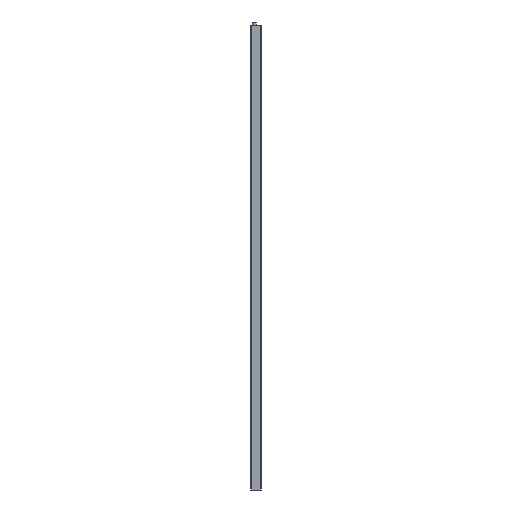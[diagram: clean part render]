
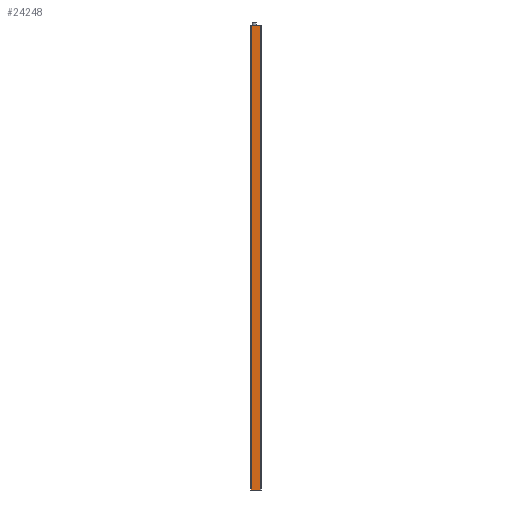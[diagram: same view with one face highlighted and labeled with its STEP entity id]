
A CAD part, left-side view. The second image highlights one B-rep face of the part: STEP entity #24248.
In plain terms, the highlighted planar face has unit normal (-1, 0, 0).
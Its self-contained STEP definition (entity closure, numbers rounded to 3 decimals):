
#916 = PLANE ( 'NONE',  #12840 ) ;
#2562 = CARTESIAN_POINT ( 'NONE',  ( -9.263, 8.773, 958. ) ) ;
#3041 = VECTOR ( 'NONE', #20143, 1000. ) ;
#3283 = VERTEX_POINT ( 'NONE', #2562 ) ;
#3694 = VECTOR ( 'NONE', #22461, 1000. ) ;
#3777 = DIRECTION ( 'NONE',  ( 0., -1., 0. ) ) ;
#5144 = EDGE_CURVE ( 'NONE', #21765, #6898, #33121, .T. ) ;
#5637 = ORIENTED_EDGE ( 'NONE', *, *, #5144, .F. ) ;
#6443 = DIRECTION ( 'NONE',  ( 1., 0., 0. ) ) ;
#6898 = VERTEX_POINT ( 'NONE', #9087 ) ;
#7031 = CARTESIAN_POINT ( 'NONE',  ( -9.263, 8.773, 0. ) ) ;
#7936 = CARTESIAN_POINT ( 'NONE',  ( -9.263, -9.927, 958. ) ) ;
#8244 = EDGE_CURVE ( 'NONE', #3283, #27095, #27129, .T. ) ;
#9087 = CARTESIAN_POINT ( 'NONE',  ( -9.263, -9.927, 0. ) ) ;
#9480 = LINE ( 'NONE', #35032, #32894 ) ;
#10216 = ORIENTED_EDGE ( 'NONE', *, *, #11582, .T. ) ;
#11582 = EDGE_CURVE ( 'NONE', #27095, #6898, #19959, .T. ) ;
#12419 = CARTESIAN_POINT ( 'NONE',  ( -9.263, 8.773, 958. ) ) ;
#12840 = AXIS2_PLACEMENT_3D ( 'NONE', #17662, #6443, #31460 ) ;
#16549 = CARTESIAN_POINT ( 'NONE',  ( -9.263, 8.773, 0. ) ) ;
#16555 = EDGE_CURVE ( 'NONE', #3283, #21765, #9480, .T. ) ;
#17662 = CARTESIAN_POINT ( 'NONE',  ( -9.263, 8.773, 958. ) ) ;
#18326 = DIRECTION ( 'NONE',  ( 0., 0., -1. ) ) ;
#19959 = LINE ( 'NONE', #7031, #3041 ) ;
#20143 = DIRECTION ( 'NONE',  ( 0., -1., 0. ) ) ;
#20890 = EDGE_LOOP ( 'NONE', ( #10216, #5637, #32506, #31780 ) ) ;
#21765 = VERTEX_POINT ( 'NONE', #30886 ) ;
#22440 = VECTOR ( 'NONE', #18326, 1000. ) ;
#22461 = DIRECTION ( 'NONE',  ( 0., 0., -1. ) ) ;
#24248 = ADVANCED_FACE ( 'NONE', ( #32185 ), #916, .F. ) ;
#27095 = VERTEX_POINT ( 'NONE', #16549 ) ;
#27129 = LINE ( 'NONE', #12419, #22440 ) ;
#30886 = CARTESIAN_POINT ( 'NONE',  ( -9.263, -9.927, 958. ) ) ;
#31460 = DIRECTION ( 'NONE',  ( 0., 1., 0. ) ) ;
#31780 = ORIENTED_EDGE ( 'NONE', *, *, #8244, .T. ) ;
#32185 = FACE_OUTER_BOUND ( 'NONE', #20890, .T. ) ;
#32506 = ORIENTED_EDGE ( 'NONE', *, *, #16555, .F. ) ;
#32894 = VECTOR ( 'NONE', #3777, 1000. ) ;
#33121 = LINE ( 'NONE', #7936, #3694 ) ;
#35032 = CARTESIAN_POINT ( 'NONE',  ( -9.263, 8.773, 958. ) ) ;
